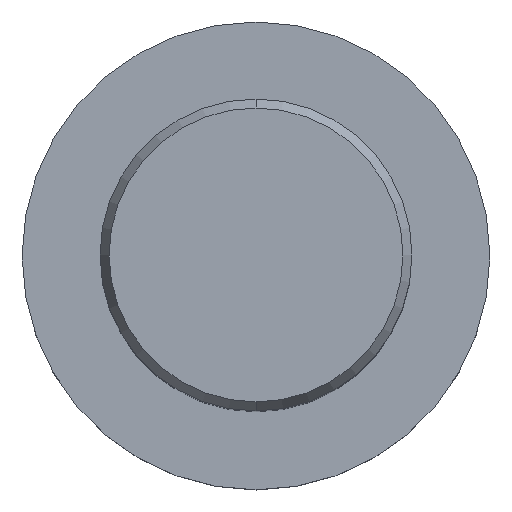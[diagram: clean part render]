
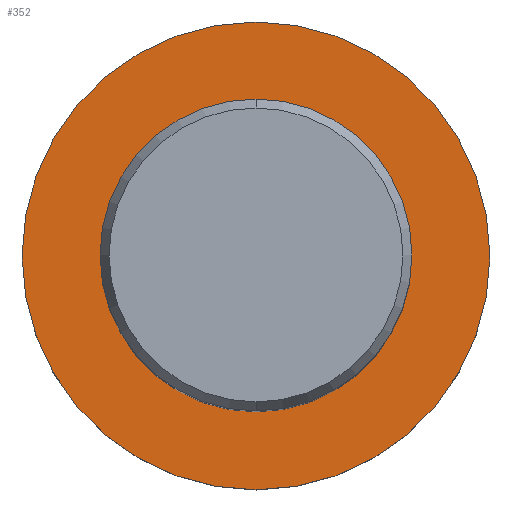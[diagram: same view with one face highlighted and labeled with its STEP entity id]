
A CAD part, top view. The second image highlights one B-rep face of the part: STEP entity #352.
In plain terms, the highlighted planar face has unit normal (0, 0, 1).
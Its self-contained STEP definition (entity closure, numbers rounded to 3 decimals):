
#240=EDGE_CURVE('',#328,#482,#613,.T.);
#250=EDGE_CURVE('',#482,#328,#624,.T.);
#272=VERTEX_POINT('',#647);
#288=EDGE_CURVE('',#344,#272,#663,.T.);
#328=VERTEX_POINT('',#706);
#344=VERTEX_POINT('',#723);
#352=ADVANCED_FACE('',(#732,#733),#734,.T.);
#482=VERTEX_POINT('',#876);
#496=EDGE_CURVE('',#272,#344,#893,.T.);
#613=CIRCLE('',#1053,30.0);
#624=CIRCLE('',#1092,30.0);
#647=CARTESIAN_POINT('',(0.0,20.0,-70.0));
#663=CIRCLE('',#1156,20.0);
#706=CARTESIAN_POINT('',(0.,-30.0,-70.0));
#723=CARTESIAN_POINT('',(0.,-20.0,-70.0));
#732=FACE_BOUND('',#1293,.T.);
#733=FACE_OUTER_BOUND('',#1294,.T.);
#734=PLANE('',#1295);
#876=CARTESIAN_POINT('',(0.0,30.0,-70.0));
#893=CIRCLE('',#1634,20.0);
#1053=AXIS2_PLACEMENT_3D('',#1814,#1815,#1816);
#1092=AXIS2_PLACEMENT_3D('',#1828,#1829,#1830);
#1156=AXIS2_PLACEMENT_3D('',#1850,#1851,#1852);
#1293=EDGE_LOOP('',(#1922,#1923));
#1294=EDGE_LOOP('',(#1924,#1925));
#1295=AXIS2_PLACEMENT_3D('',#1926,#1927,#1928);
#1634=AXIS2_PLACEMENT_3D('',#2122,#2123,#2124);
#1814=CARTESIAN_POINT('',(0.0,0.0,-70.0));
#1815=DIRECTION('',(0.0,0.0,-1.0));
#1816=DIRECTION('',(0.0,1.0,0.0));
#1828=CARTESIAN_POINT('',(0.0,0.0,-70.0));
#1829=DIRECTION('',(0.0,0.0,-1.0));
#1830=DIRECTION('',(0.0,1.0,0.0));
#1850=CARTESIAN_POINT('',(0.0,0.0,-70.0));
#1851=DIRECTION('',(-0.0,0.0,-1.0));
#1852=DIRECTION('',(0.0,1.0,0.0));
#1922=ORIENTED_EDGE('',*,*,#496,.T.);
#1923=ORIENTED_EDGE('',*,*,#288,.T.);
#1924=ORIENTED_EDGE('',*,*,#250,.F.);
#1925=ORIENTED_EDGE('',*,*,#240,.F.);
#1926=CARTESIAN_POINT('',(0.0,15.0,-70.0));
#1927=DIRECTION('',(-0.0,0.0,1.0));
#1928=DIRECTION('',(0.0,-1.0,0.0));
#2122=CARTESIAN_POINT('',(0.0,0.0,-70.0));
#2123=DIRECTION('',(-0.0,0.0,-1.0));
#2124=DIRECTION('',(0.0,1.0,0.0));
